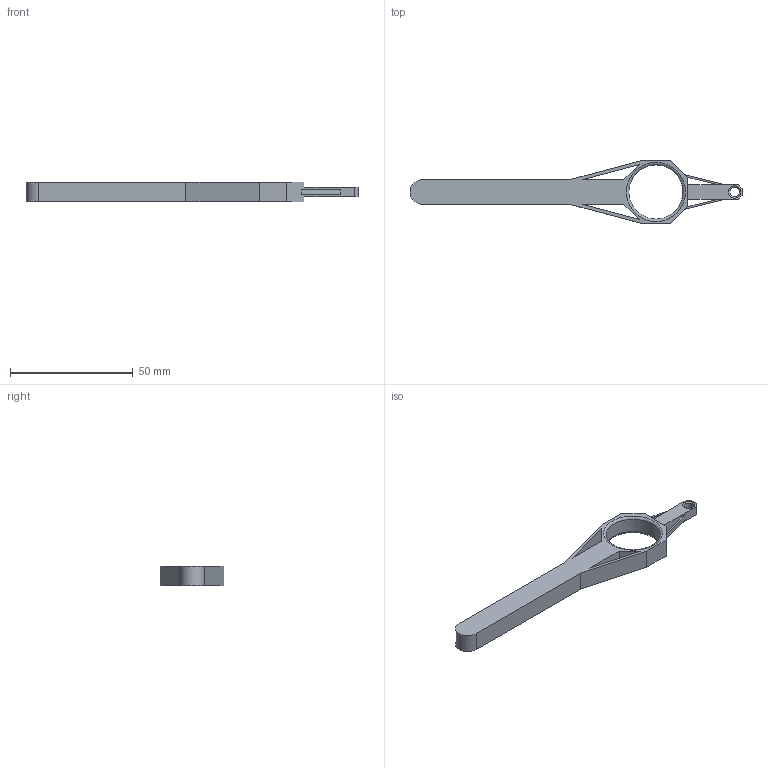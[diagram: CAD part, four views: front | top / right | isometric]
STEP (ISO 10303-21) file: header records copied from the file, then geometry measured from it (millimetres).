
FILE_DESCRIPTION(/* description */ (''),/* implementation_level */ '2;1');
FILE_NAME(/* name */ 'X Body (1)(Mirror).step',/* time_stamp */ '2020-08-05T21:44:42+03:00',/* author */ (''),/* organization */ (''),/* preprocessor_version */ 'ST-DEVELOPER v18.1',/* originating_system */ 'Autodesk Translation Framework v9.3.0.1241',/* authorisation */ '');
FILE_SCHEMA (('AUTOMOTIVE_DESIGN { 1 0 10303 214 3 1 1 }'));
Length unit declared in the file: millimetre
Products named in the file (1): X Body (1)(Mirror)
Bounding box: 135 x 26 x 8 mm (x, y, z)
Volume: 9383.4 mm3; surface area: 6117.4 mm2
Topology: 1 solids, 1 shells, 39 faces, 108 edges, 70 vertices
Faces by surface type: plane 32, torus 4, cylinder 3
Full cylindrical faces by diameter (mm): 4 x1, 22 x1
Entity records: 1287 total; most frequent: CARTESIAN_POINT 218, ORIENTED_EDGE 216, DIRECTION 204, EDGE_CURVE 108, LINE 92, VECTOR 92, VERTEX_POINT 70, AXIS2_PLACEMENT_3D 56
